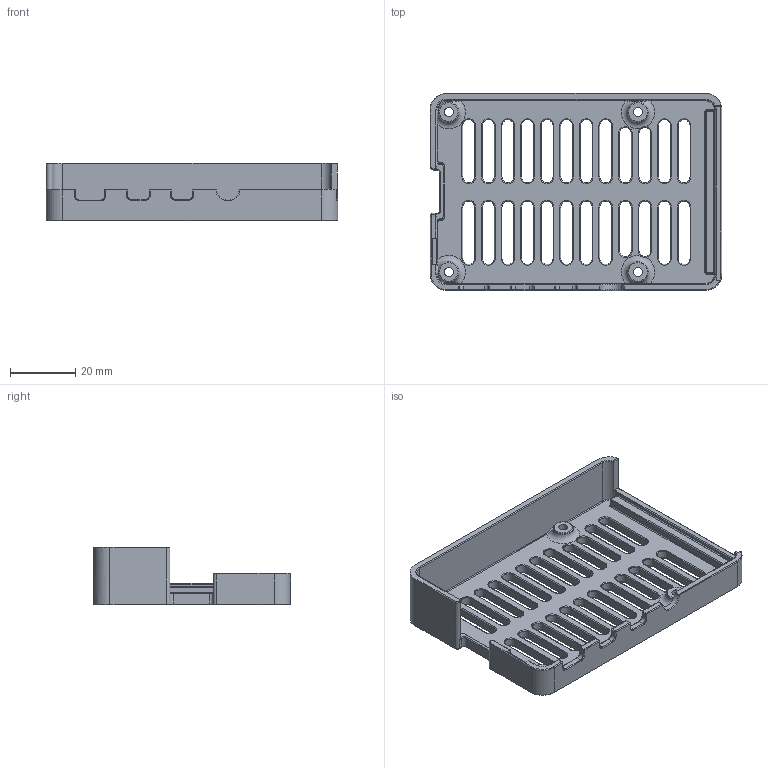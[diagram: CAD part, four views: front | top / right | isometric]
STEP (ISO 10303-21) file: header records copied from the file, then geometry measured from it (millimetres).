
FILE_DESCRIPTION(/* description */ (''),/* implementation_level */ '2;1');
FILE_NAME(/* name */ 'Raspi 4B Case_Rear_without_Ears V3.step',/* time_stamp */ '2019-08-13T09:24:23-04:00',/* author */ (''),/* organization */ (''),/* preprocessor_version */ 'ST-DEVELOPER v18',/* originating_system */ 'Autodesk Translation Framework v8.2.0.1029',/* authorisation */ '');
FILE_SCHEMA (('AUTOMOTIVE_DESIGN { 1 0 10303 214 3 1 1 }'));
Length unit declared in the file: millimetre
Products named in the file (1): Raspi 4B Case_Rear_without_Ears V3
Bounding box: 89.4 x 60.4 x 17.75 mm (x, y, z)
Volume: 16510.9 mm3; surface area: 16382.6 mm2
Topology: 1 solids, 1 shells, 585 faces, 1395 edges, 813 vertices
Faces by surface type: cylinder 209, plane 183, torus 100, cone 55, bspline 19, sphere 19
Full cylindrical faces by diameter (mm): 2.75 x4, 6.2 x4
Entity records: 17950 total; most frequent: CARTESIAN_POINT 4060, DIRECTION 3101, ORIENTED_EDGE 2788, EDGE_CURVE 1394, AXIS2_PLACEMENT_3D 1189, VERTEX_POINT 813, LINE 723, VECTOR 723
